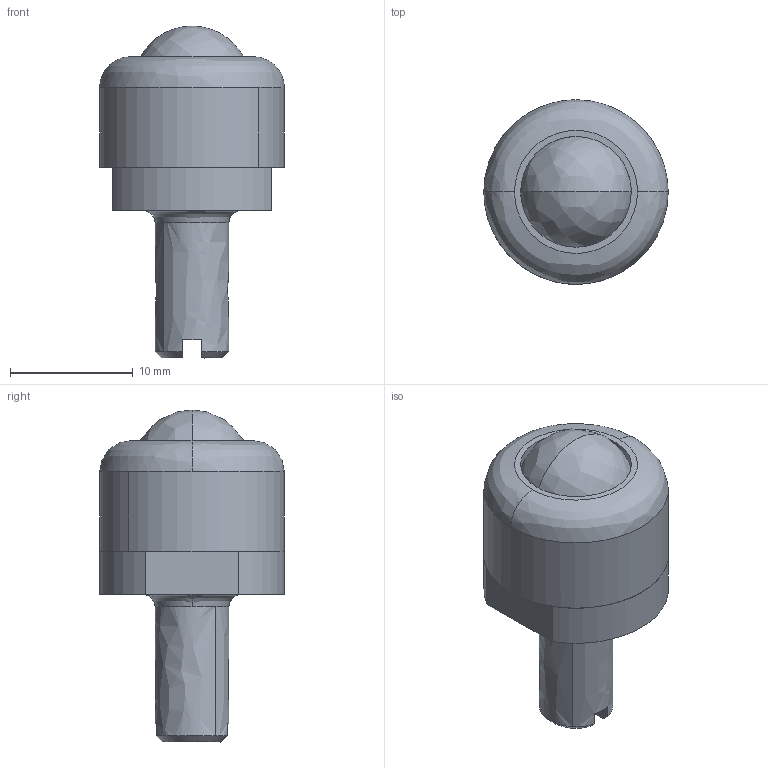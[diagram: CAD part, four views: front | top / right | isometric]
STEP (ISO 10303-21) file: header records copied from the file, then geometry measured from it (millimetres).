
FILE_DESCRIPTION((''),'2;1');
FILE_NAME('','2009-01-19T13:59:53',(''),(''),'','CADfix','');
FILE_SCHEMA(('AUTOMOTIVE_DESIGN { 1 0 10303 214 1 1 1 1 }'));
Length unit declared in the file: millimetre
Bounding box: 15 x 15 x 27 mm (x, y, z)
Volume: 1674.6 mm3; surface area: 1944.9 mm2
Topology: 3 solids, 3 shells, 32 faces, 108 edges, 84 vertices
Faces by surface type: bspline 32
Entity records: 2049 total; most frequent: CARTESIAN_POINT 1369, ORIENTED_EDGE 216, EDGE_CURVE 108, VERTEX_POINT 84, B_SPLINE_CURVE_WITH_KNOTS 80, EDGE_LOOP 36, FACE_OUTER_BOUND 32, ADVANCED_FACE 32
